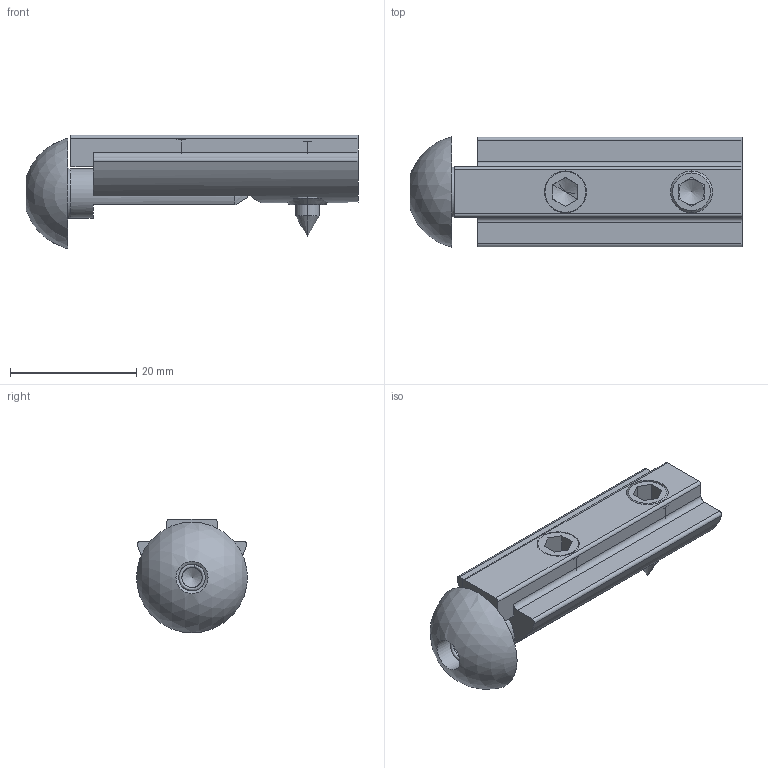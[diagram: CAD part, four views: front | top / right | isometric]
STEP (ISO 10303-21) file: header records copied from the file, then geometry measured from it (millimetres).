
FILE_DESCRIPTION((''),'2;1');
FILE_NAME('SV0102V.stp','2009-11-25T09:45:47',(''),(''),'Mechanical Desktop 2007','Mechanical Desktop 2007',', , ');
FILE_SCHEMA(('CONFIG_CONTROL_DESIGN'));
Length unit declared in the file: millimetre
Products named in the file (2): SV0102VA; SV0102V
Assembly tree (1 placements, depth 2):
  SV0102VA
    SV0102V
Bounding box: 52.63 x 17.55 x 18.02 mm (x, y, z)
Volume: 6495.2 mm3; surface area: 4941.8 mm2
Topology: 5 solids, 5 shells, 83 faces, 191 edges, 118 vertices
Faces by surface type: plane 39, cone 18, cylinder 15, bspline 10, sphere 1
Full cylindrical faces by diameter (mm): 5.1 x1, 7.8 x1
Entity records: 4209 total; most frequent: CARTESIAN_POINT 2355, DIRECTION 367, ORIENTED_EDGE 336, EDGE_CURVE 168, AXIS2_PLACEMENT_3D 137, VERTEX_POINT 109, EDGE_LOOP 99, VECTOR 93
